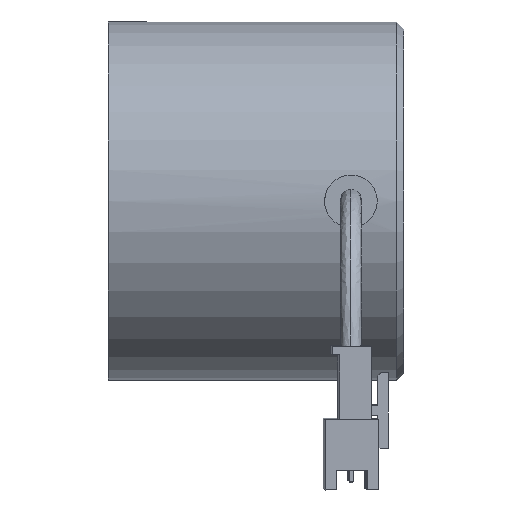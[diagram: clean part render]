
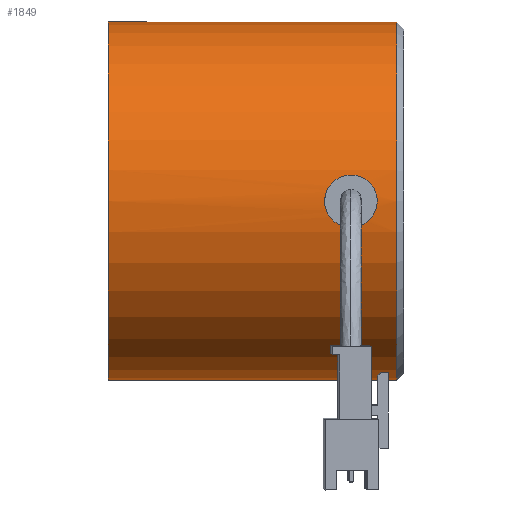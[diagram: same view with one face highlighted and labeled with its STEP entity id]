
A CAD part, left-side view. The second image highlights one B-rep face of the part: STEP entity #1849.
In plain terms, the highlighted cylindrical face has radius 25.5 mm (diameter 51 mm), a partial arc.
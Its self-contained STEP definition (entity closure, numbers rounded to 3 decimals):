
#28 = CARTESIAN_POINT ( 'NONE',  ( 25.413, -7.226, 2.1 ) ) ;
#45 = CARTESIAN_POINT ( 'NONE',  ( 25.499, -5.413, -0.274 ) ) ;
#117 = CARTESIAN_POINT ( 'NONE',  ( 25.43, -8.432, -1.887 ) ) ;
#150 = FACE_BOUND ( 'NONE', #1319, .T. ) ;
#186 = CARTESIAN_POINT ( 'NONE',  ( 25.419, -8.046, 2.033 ) ) ;
#197 = CARTESIAN_POINT ( 'NONE',  ( 25.413, -7.5, 2.1 ) ) ;
#198 = CARTESIAN_POINT ( 'NONE',  ( 25.495, -9.545, -0.551 ) ) ;
#206 = ORIENTED_EDGE ( 'NONE', *, *, #2514, .T. ) ;
#579 = EDGE_CURVE ( 'NONE', #1857, #3213, #900, .T. ) ;
#590 = ORIENTED_EDGE ( 'NONE', *, *, #5085, .T. ) ;
#639 = VECTOR ( 'NONE', #3589, 1000. ) ;
#655 = VERTEX_POINT ( 'NONE', #4268 ) ;
#770 = CARTESIAN_POINT ( 'NONE',  ( 0., -42., -25.5 ) ) ;
#784 = LINE ( 'NONE', #2306, #639 ) ;
#844 = CARTESIAN_POINT ( 'NONE',  ( 25.462, -5.919, 1.389 ) ) ;
#875 = CARTESIAN_POINT ( 'NONE',  ( 25.468, -5.831, 1.281 ) ) ;
#900 = B_SPLINE_CURVE_WITH_KNOTS ( 'NONE', 3,
 ( #2314, #4363, #1031, #1010, #2753, #117, #1835, #3100, #4831, #2296, #3980, #198, #1854, #4424, #4858, #5300, #2272, #4001, #1868, #4064, #1292, #3383, #4697, #5168, #3962, #2256, #186, #2719, #2373, #1054 ),
 .UNSPECIFIED., .F., .F.,
 ( 4, 2, 2, 2, 2, 2, 2, 2, 2, 2, 2, 2, 2, 2, 4 ),
 ( 0., 0., 0.001, 0.001, 0.002, 0.002, 0.003, 0.004, 0.004, 0.005, 0.005, 0.005, 0.006, 0.006, 0.007 ),
 .UNSPECIFIED. ) ;
#939 = CIRCLE ( 'NONE', #2573, 25.5 ) ;
#1010 = CARTESIAN_POINT ( 'NONE',  ( 25.419, -8.044, -2.033 ) ) ;
#1018 = VERTEX_POINT ( 'NONE', #3335 ) ;
#1031 = CARTESIAN_POINT ( 'NONE',  ( 25.415, -7.775, -2.086 ) ) ;
#1053 = DIRECTION ( 'NONE',  ( 0., 0., 1. ) ) ;
#1054 = CARTESIAN_POINT ( 'NONE',  ( 25.413, -7.5, 2.1 ) ) ;
#1274 = CARTESIAN_POINT ( 'NONE',  ( 25.446, -6.216, -1.668 ) ) ;
#1292 = CARTESIAN_POINT ( 'NONE',  ( 25.462, -9.083, 1.387 ) ) ;
#1294 = CARTESIAN_POINT ( 'NONE',  ( 25.5, -5.4, -0.137 ) ) ;
#1319 = EDGE_LOOP ( 'NONE', ( #4347, #590 ) ) ;
#1345 = CARTESIAN_POINT ( 'NONE',  ( 25.483, -5.612, -0.93 ) ) ;
#1529 = CARTESIAN_POINT ( 'NONE',  ( 25.413, -7.5, -2.1 ) ) ;
#1714 = CARTESIAN_POINT ( 'NONE',  ( 25.495, -5.467, -0.542 ) ) ;
#1750 = CARTESIAN_POINT ( 'NONE',  ( 25.418, -6.95, 2.045 ) ) ;
#1772 = CARTESIAN_POINT ( 'NONE',  ( 25.462, -5.917, -1.387 ) ) ;
#1835 = CARTESIAN_POINT ( 'NONE',  ( 25.435, -8.552, -1.823 ) ) ;
#1849 = ADVANCED_FACE ( 'NONE', ( #150, #5182 ), #1946, .T. ) ;
#1854 = CARTESIAN_POINT ( 'NONE',  ( 25.5, -9.6, -0.275 ) ) ;
#1857 = VERTEX_POINT ( 'NONE', #1529 ) ;
#1868 = CARTESIAN_POINT ( 'NONE',  ( 25.479, -9.322, 1.053 ) ) ;
#1876 = EDGE_CURVE ( 'NONE', #4492, #655, #4756, .T. ) ;
#1910 = DIRECTION ( 'NONE',  ( 0., 1., 0. ) ) ;
#1946 = CYLINDRICAL_SURFACE ( 'NONE', #4961, 25.5 ) ;
#2010 = VECTOR ( 'NONE', #1910, 1000. ) ;
#2099 = CARTESIAN_POINT ( 'NONE',  ( 25.451, -6.111, -1.581 ) ) ;
#2167 = CARTESIAN_POINT ( 'NONE',  ( 25.478, -5.678, 1.053 ) ) ;
#2183 = CARTESIAN_POINT ( 'NONE',  ( 25.413, -7.5, -2.1 ) ) ;
#2256 = CARTESIAN_POINT ( 'NONE',  ( 25.422, -8.176, 1.993 ) ) ;
#2272 = CARTESIAN_POINT ( 'NONE',  ( 25.491, -9.493, 0.676 ) ) ;
#2296 = CARTESIAN_POINT ( 'NONE',  ( 25.468, -9.179, -1.291 ) ) ;
#2298 = AXIS2_PLACEMENT_3D ( 'NONE', #4943, #2362, #5379 ) ;
#2306 = CARTESIAN_POINT ( 'NONE',  ( 0., 26.6, 25.5 ) ) ;
#2314 = CARTESIAN_POINT ( 'NONE',  ( 25.413, -7.5, -2.1 ) ) ;
#2326 = ORIENTED_EDGE ( 'NONE', *, *, #3621, .F. ) ;
#2362 = DIRECTION ( 'NONE',  ( 0., 1., 0. ) ) ;
#2373 = CARTESIAN_POINT ( 'NONE',  ( 25.413, -7.637, 2.1 ) ) ;
#2514 = EDGE_CURVE ( 'NONE', #655, #1018, #939, .T. ) ;
#2568 = CARTESIAN_POINT ( 'NONE',  ( 25.468, -5.829, -1.279 ) ) ;
#2573 = AXIS2_PLACEMENT_3D ( 'NONE', #4456, #4874, #3977 ) ;
#2598 = CARTESIAN_POINT ( 'NONE',  ( 25.499, -5.414, 0.277 ) ) ;
#2675 = CARTESIAN_POINT ( 'NONE',  ( 25.413, -7.222, -2.1 ) ) ;
#2705 = CARTESIAN_POINT ( 'NONE',  ( 25.418, -6.947, -2.044 ) ) ;
#2719 = CARTESIAN_POINT ( 'NONE',  ( 25.415, -7.776, 2.086 ) ) ;
#2737 = CARTESIAN_POINT ( 'NONE',  ( 0., 26.6, -25.5 ) ) ;
#2753 = CARTESIAN_POINT ( 'NONE',  ( 25.422, -8.177, -1.993 ) ) ;
#3016 = ORIENTED_EDGE ( 'NONE', *, *, #3832, .T. ) ;
#3100 = CARTESIAN_POINT ( 'NONE',  ( 25.445, -8.78, -1.67 ) ) ;
#3213 = VERTEX_POINT ( 'NONE', #197 ) ;
#3259 = CARTESIAN_POINT ( 'NONE',  ( 0., -42., 25.5 ) ) ;
#3335 = CARTESIAN_POINT ( 'NONE',  ( 0., -1., 25.5 ) ) ;
#3383 = CARTESIAN_POINT ( 'NONE',  ( 25.451, -8.887, 1.583 ) ) ;
#3393 = ORIENTED_EDGE ( 'NONE', *, *, #1876, .T. ) ;
#3423 = CARTESIAN_POINT ( 'NONE',  ( 25.413, -7.5, 2.1 ) ) ;
#3571 = DIRECTION ( 'NONE',  ( 0., 1., 0. ) ) ;
#3589 = DIRECTION ( 'NONE',  ( 0., 1., 0. ) ) ;
#3621 = EDGE_CURVE ( 'NONE', #4844, #1018, #784, .T. ) ;
#3644 = CIRCLE ( 'NONE', #2298, 25.5 ) ;
#3812 = CARTESIAN_POINT ( 'NONE',  ( 25.5, -5.4, 0.14 ) ) ;
#3831 = CARTESIAN_POINT ( 'NONE',  ( 25.483, -5.613, 0.933 ) ) ;
#3832 = EDGE_CURVE ( 'NONE', #4844, #4492, #3644, .T. ) ;
#3845 = CARTESIAN_POINT ( 'NONE',  ( 25.491, -5.508, 0.679 ) ) ;
#3882 = CARTESIAN_POINT ( 'NONE',  ( 25.491, -5.507, -0.675 ) ) ;
#3937 = CARTESIAN_POINT ( 'NONE',  ( 0., 26.6, 0. ) ) ;
#3962 = CARTESIAN_POINT ( 'NONE',  ( 25.43, -8.431, 1.887 ) ) ;
#3977 = DIRECTION ( 'NONE',  ( 0., 0., -1. ) ) ;
#3980 = CARTESIAN_POINT ( 'NONE',  ( 25.479, -9.335, -1.057 ) ) ;
#4001 = CARTESIAN_POINT ( 'NONE',  ( 25.483, -9.388, 0.93 ) ) ;
#4064 = CARTESIAN_POINT ( 'NONE',  ( 25.468, -9.17, 1.281 ) ) ;
#4246 = CARTESIAN_POINT ( 'NONE',  ( 25.445, -6.21, 1.679 ) ) ;
#4268 = CARTESIAN_POINT ( 'NONE',  ( 0., -1., -25.5 ) ) ;
#4310 = CARTESIAN_POINT ( 'NONE',  ( 25.479, -5.677, -1.051 ) ) ;
#4347 = ORIENTED_EDGE ( 'NONE', *, *, #579, .T. ) ;
#4363 = CARTESIAN_POINT ( 'NONE',  ( 25.413, -7.639, -2.1 ) ) ;
#4424 = CARTESIAN_POINT ( 'NONE',  ( 25.5, -9.6, 0.136 ) ) ;
#4456 = CARTESIAN_POINT ( 'NONE',  ( 0., -1., 0. ) ) ;
#4492 = VERTEX_POINT ( 'NONE', #770 ) ;
#4677 = CARTESIAN_POINT ( 'NONE',  ( 25.43, -6.568, -1.887 ) ) ;
#4697 = CARTESIAN_POINT ( 'NONE',  ( 25.445, -8.781, 1.67 ) ) ;
#4740 = CARTESIAN_POINT ( 'NONE',  ( 25.434, -6.444, 1.836 ) ) ;
#4756 = LINE ( 'NONE', #2737, #2010 ) ;
#4831 = CARTESIAN_POINT ( 'NONE',  ( 25.451, -8.888, -1.581 ) ) ;
#4844 = VERTEX_POINT ( 'NONE', #3259 ) ;
#4858 = CARTESIAN_POINT ( 'NONE',  ( 25.499, -9.586, 0.275 ) ) ;
#4874 = DIRECTION ( 'NONE',  ( 0., -1., 0. ) ) ;
#4943 = CARTESIAN_POINT ( 'NONE',  ( 0., -42., 0. ) ) ;
#4961 = AXIS2_PLACEMENT_3D ( 'NONE', #3937, #3571, #1053 ) ;
#5085 = EDGE_CURVE ( 'NONE', #3213, #1857, #5412, .T. ) ;
#5113 = EDGE_LOOP ( 'NONE', ( #3016, #3393, #206, #2326 ) ) ;
#5118 = CARTESIAN_POINT ( 'NONE',  ( 25.435, -6.446, -1.821 ) ) ;
#5168 = CARTESIAN_POINT ( 'NONE',  ( 25.435, -8.554, 1.822 ) ) ;
#5182 = FACE_OUTER_BOUND ( 'NONE', #5113, .T. ) ;
#5188 = CARTESIAN_POINT ( 'NONE',  ( 25.495, -5.467, 0.545 ) ) ;
#5300 = CARTESIAN_POINT ( 'NONE',  ( 25.495, -9.533, 0.545 ) ) ;
#5379 = DIRECTION ( 'NONE',  ( 0., 0., 1. ) ) ;
#5412 = B_SPLINE_CURVE_WITH_KNOTS ( 'NONE', 3,
 ( #3423, #28, #1750, #4740, #4246, #844, #875, #2167, #3831, #3845, #5188, #2598, #3812, #1294, #45, #1714, #3882, #1345, #4310, #2568, #1772, #2099, #1274, #5118, #4677, #2705, #2675, #2183 ),
 .UNSPECIFIED., .F., .F.,
 ( 4, 2, 2, 2, 2, 2, 2, 2, 2, 2, 2, 2, 2, 4 ),
 ( 0.007, 0.007, 0.008, 0.009, 0.009, 0.009, 0.01, 0.01, 0.011, 0.011, 0.011, 0.012, 0.012, 0.013 ),
 .UNSPECIFIED. ) ;
